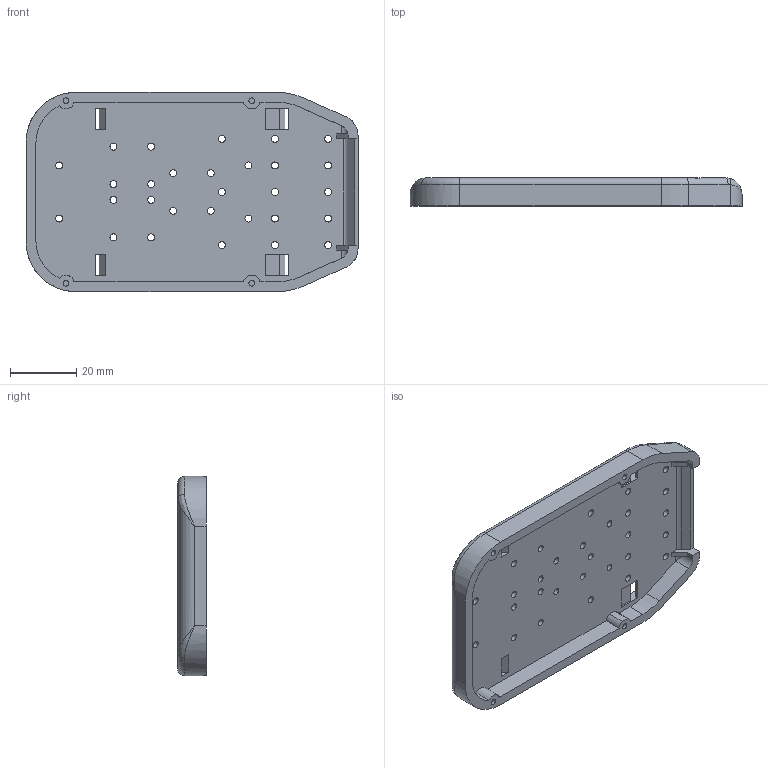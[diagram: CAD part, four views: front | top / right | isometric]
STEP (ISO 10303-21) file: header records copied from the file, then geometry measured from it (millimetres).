
FILE_DESCRIPTION((''),'2;1');
FILE_NAME('F12','2010-04-09T',('JANG WOOK'),(''),'PRO/ENGINEER BY PARAMETRIC TECHNOLOGY CORPORATION, 2009060','PRO/ENGINEER BY PARAMETRIC TECHNOLOGY CORPORATION, 2009060','');
FILE_SCHEMA(('CONFIG_CONTROL_DESIGN'));
Length unit declared in the file: millimetre
Products named in the file (1): F12
Bounding box: 100 x 8.5 x 60 mm (x, y, z)
Volume: 20064 mm3; surface area: 15738.5 mm2
Topology: 1 solids, 1 shells, 260 faces, 665 edges, 438 vertices
Faces by surface type: cylinder 157, plane 93, bspline 6, torus 4
Entity records: 8426 total; most frequent: CARTESIAN_POINT 1694, DIRECTION 1463, ORIENTED_EDGE 1330, EDGE_CURVE 665, AXIS2_PLACEMENT_3D 566, VERTEX_POINT 438, EDGE_LOOP 357, VECTOR 331
